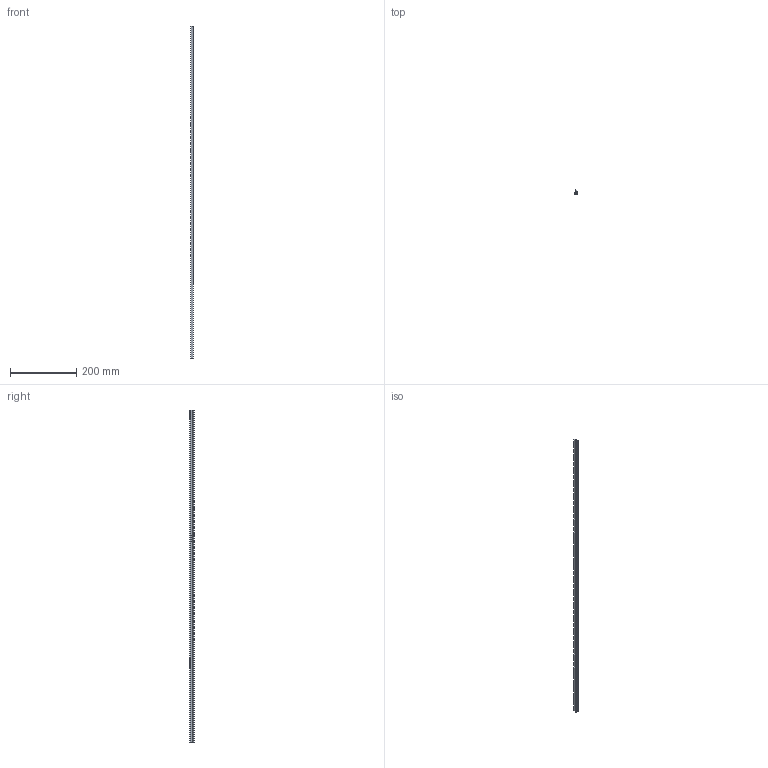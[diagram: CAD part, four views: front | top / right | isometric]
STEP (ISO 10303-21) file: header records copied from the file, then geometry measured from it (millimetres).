
FILE_DESCRIPTION((''),'2;1');
FILE_NAME('AR3473.stp','2021-02-15T13:34:11',('arma02'),(''),'Autodesk Inventor 2013','Autodesk Inventor 2013','');
FILE_SCHEMA(('AUTOMOTIVE_DESIGN { 1 0 10303 214 1 1 1 1 }'));
Length unit declared in the file: millimetre
Products named in the file (1): AR3473
Bounding box: 8.84 x 12.91 x 1000 mm (x, y, z)
Volume: 44465.2 mm3; surface area: 64272.1 mm2
Topology: 1 solids, 1 shells, 1524 faces, 3902 edges, 2380 vertices
Faces by surface type: plane 1176, cylinder 348
Entity records: 45000 total; most frequent: CARTESIAN_POINT 7807, ORIENTED_EDGE 7804, DIRECTION 7648, EDGE_CURVE 3902, VECTOR 3206, LINE 3206, VERTEX_POINT 2380, AXIS2_PLACEMENT_3D 2221
